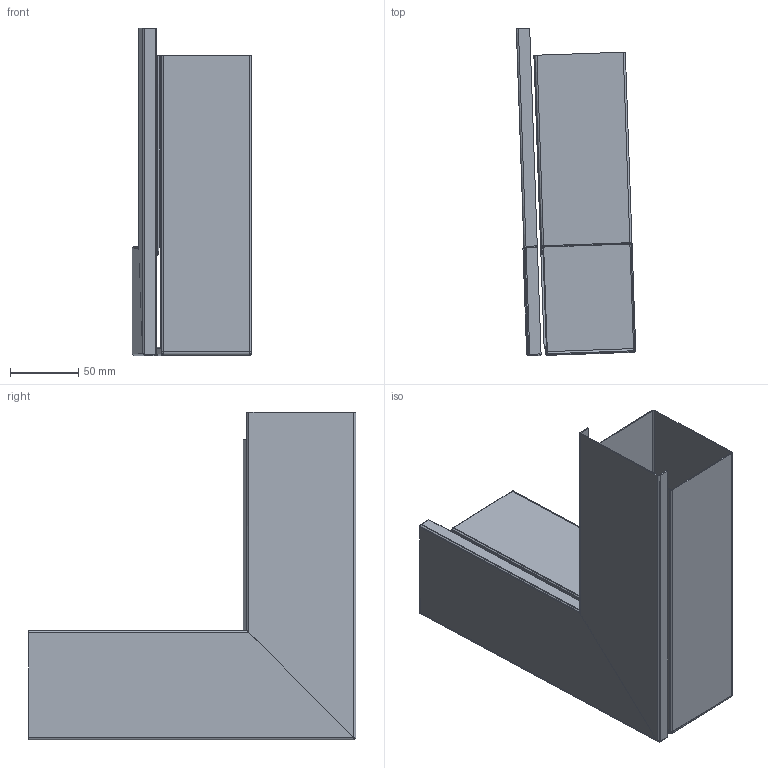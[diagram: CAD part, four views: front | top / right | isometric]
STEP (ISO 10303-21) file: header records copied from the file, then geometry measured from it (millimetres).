
FILE_DESCRIPTION (( 'STEP AP214' ), '1' );
FILE_NAME ('6248428.stp', '2016-10-05T12:34:29', ( '' ), ( '' ), 'SwSTEP 2.0', 'SolidWorks 2014', '' );
FILE_SCHEMA (( 'AUTOMOTIVE_DESIGN' ));
Length unit declared in the file: millimetre
Products named in the file (4): Unterteil_1; Oberteil_R; Oberteil_L; 6248428
Assembly tree (3 placements, depth 2):
  6248428
    Oberteil_L
    Oberteil_R
    Unterteil_1
Bounding box: 87.58 x 240.23 x 240.06 mm (x, y, z)
Volume: 88641.9 mm3; surface area: 238341 mm2
Topology: 4 solids, 4 shells, 159 faces, 416 edges, 258 vertices
Faces by surface type: plane 77, cylinder 42, bspline 36, torus 4
Entity records: 10990 total; most frequent: CARTESIAN_POINT 5573, ORIENTED_EDGE 822, DIRECTION 680, EDGE_CURVE 411, VERTEX_POINT 258, VECTOR 250, LINE 250, AXIS2_PLACEMENT_3D 215
